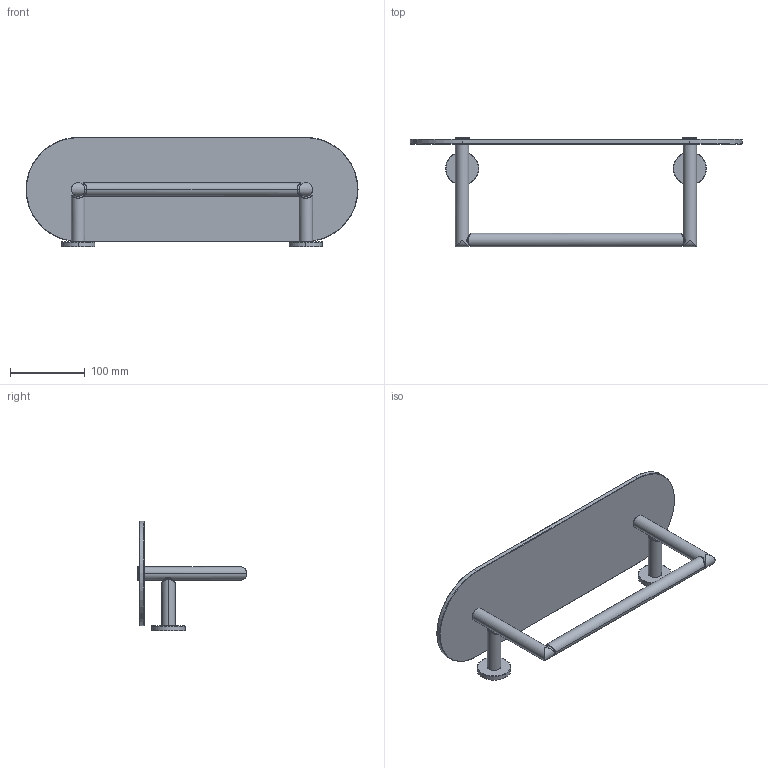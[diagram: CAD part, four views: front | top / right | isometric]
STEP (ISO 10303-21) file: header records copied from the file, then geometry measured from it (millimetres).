
FILE_DESCRIPTION((''),'2;1');
FILE_NAME('0219T-18','2022-01-25T12:23:40',('jinson.thomas'),(''),'CREO PARAMETRIC BY PTC INC, 2018400','CREO PARAMETRIC BY PTC INC, 2018400','');
FILE_SCHEMA(('CONFIG_CONTROL_DESIGN'));
Length unit declared in the file: inch
Products named in the file (1): 0219T-18
Bounding box: 444.5 x 146.87 x 146.47 mm (x, y, z)
Volume: 562640.6 mm3; surface area: 169800.6 mm2
Topology: 1 solids, 1 shells, 524 faces, 1480 edges, 976 vertices
Faces by surface type: plane 310, cylinder 190, cone 12, bspline 8, torus 4
Entity records: 20854 total; most frequent: CARTESIAN_POINT 8130, ORIENTED_EDGE 2960, DIRECTION 2268, EDGE_CURVE 1480, VERTEX_POINT 976, AXIS2_PLACEMENT_3D 884, B_SPLINE_CURVE_WITH_KNOTS 612, EDGE_LOOP 544
